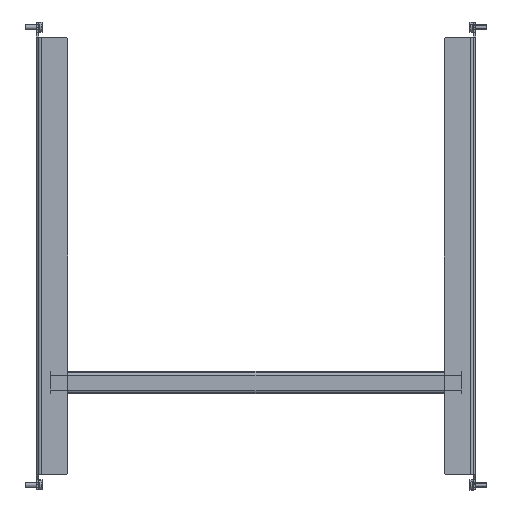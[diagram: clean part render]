
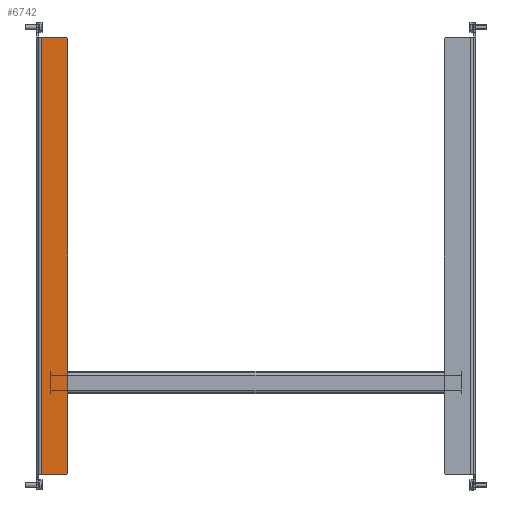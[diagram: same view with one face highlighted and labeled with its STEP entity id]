
A CAD part, front view. The second image highlights one B-rep face of the part: STEP entity #6742.
In plain terms, the highlighted planar face has unit normal (0, -1, 0).
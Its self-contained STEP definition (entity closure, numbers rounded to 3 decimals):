
#123 = CARTESIAN_POINT ( 'NONE',  ( 38., 0., 260. ) ) ;
#175 = ORIENTED_EDGE ( 'NONE', *, *, #5905, .F. ) ;
#914 = VERTEX_POINT ( 'NONE', #7190 ) ;
#1365 = VERTEX_POINT ( 'NONE', #3057 ) ;
#1570 = DIRECTION ( 'NONE',  ( -1., 0., 0. ) ) ;
#1744 = VECTOR ( 'NONE', #5097, 1000. ) ;
#2528 = FACE_OUTER_BOUND ( 'NONE', #11095, .T. ) ;
#2814 = DIRECTION ( 'NONE',  ( 0., 0., 1. ) ) ;
#2853 = CARTESIAN_POINT ( 'NONE',  ( 38., 0., 262. ) ) ;
#2854 = LINE ( 'NONE', #12418, #6869 ) ;
#2863 = LINE ( 'NONE', #4129, #3825 ) ;
#2990 = ORIENTED_EDGE ( 'NONE', *, *, #10322, .T. ) ;
#3057 = CARTESIAN_POINT ( 'NONE',  ( 36., 0., -262. ) ) ;
#3421 = CARTESIAN_POINT ( 'NONE',  ( 38., 0., -260. ) ) ;
#3825 = VECTOR ( 'NONE', #7187, 1000. ) ;
#3967 = VECTOR ( 'NONE', #5806, 1000. ) ;
#4022 = EDGE_CURVE ( 'NONE', #1365, #12276, #11135, .T. ) ;
#4129 = CARTESIAN_POINT ( 'NONE',  ( 6., 0., 280. ) ) ;
#4282 = ORIENTED_EDGE ( 'NONE', *, *, #4022, .T. ) ;
#4312 = CARTESIAN_POINT ( 'NONE',  ( 6., 0., -262. ) ) ;
#4335 = CARTESIAN_POINT ( 'NONE',  ( 6., 0., 262. ) ) ;
#4390 = AXIS2_PLACEMENT_3D ( 'NONE', #10399, #13290, #2814 ) ;
#4417 = VERTEX_POINT ( 'NONE', #123 ) ;
#4742 = VECTOR ( 'NONE', #5767, 1000. ) ;
#5097 = DIRECTION ( 'NONE',  ( 0., 0., -1. ) ) ;
#5344 = VECTOR ( 'NONE', #12125, 1000. ) ;
#5767 = DIRECTION ( 'NONE',  ( -1., 0., 0. ) ) ;
#5797 = ORIENTED_EDGE ( 'NONE', *, *, #12975, .T. ) ;
#5806 = DIRECTION ( 'NONE',  ( -0.707, 0., 0.707 ) ) ;
#5905 = EDGE_CURVE ( 'NONE', #1365, #7733, #2854, .T. ) ;
#6742 = ADVANCED_FACE ( 'NONE', ( #2528 ), #7062, .F. ) ;
#6869 = VECTOR ( 'NONE', #1570, 1000. ) ;
#6938 = LINE ( 'NONE', #11465, #3967 ) ;
#7062 = PLANE ( 'NONE',  #4390 ) ;
#7187 = DIRECTION ( 'NONE',  ( 0., 0., -1. ) ) ;
#7190 = CARTESIAN_POINT ( 'NONE',  ( 36., 0., 262. ) ) ;
#7733 = VERTEX_POINT ( 'NONE', #4312 ) ;
#8361 = ORIENTED_EDGE ( 'NONE', *, *, #11085, .T. ) ;
#9118 = EDGE_CURVE ( 'NONE', #4417, #12276, #13795, .T. ) ;
#9495 = VERTEX_POINT ( 'NONE', #4335 ) ;
#10235 = ORIENTED_EDGE ( 'NONE', *, *, #9118, .F. ) ;
#10322 = EDGE_CURVE ( 'NONE', #4417, #914, #6938, .T. ) ;
#10399 = CARTESIAN_POINT ( 'NONE',  ( 0., 0., 280. ) ) ;
#11085 = EDGE_CURVE ( 'NONE', #914, #9495, #12357, .T. ) ;
#11095 = EDGE_LOOP ( 'NONE', ( #175, #4282, #10235, #2990, #8361, #5797 ) ) ;
#11135 = LINE ( 'NONE', #3421, #5344 ) ;
#11463 = CARTESIAN_POINT ( 'NONE',  ( 38., 0., 280. ) ) ;
#11465 = CARTESIAN_POINT ( 'NONE',  ( 38., 0., 260. ) ) ;
#12125 = DIRECTION ( 'NONE',  ( 0.707, 0., 0.707 ) ) ;
#12276 = VERTEX_POINT ( 'NONE', #13190 ) ;
#12357 = LINE ( 'NONE', #2853, #4742 ) ;
#12418 = CARTESIAN_POINT ( 'NONE',  ( 38., 0., -262. ) ) ;
#12975 = EDGE_CURVE ( 'NONE', #9495, #7733, #2863, .T. ) ;
#13190 = CARTESIAN_POINT ( 'NONE',  ( 38., 0., -260. ) ) ;
#13290 = DIRECTION ( 'NONE',  ( 0., 1., 0. ) ) ;
#13795 = LINE ( 'NONE', #11463, #1744 ) ;
